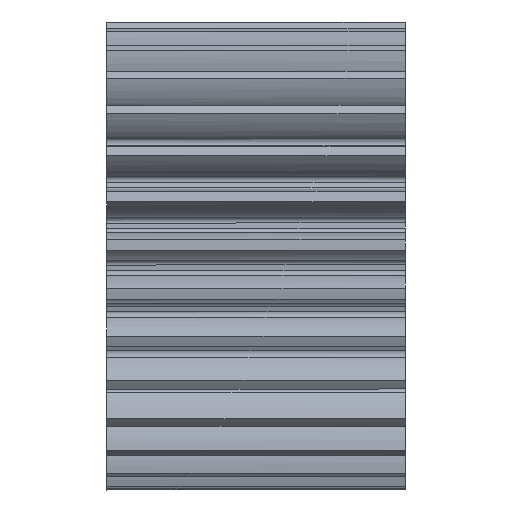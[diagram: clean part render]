
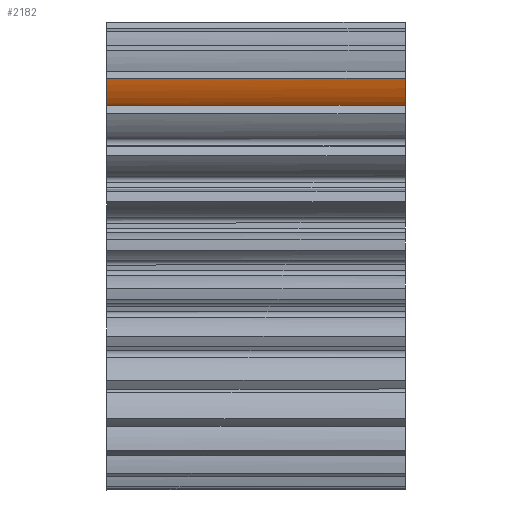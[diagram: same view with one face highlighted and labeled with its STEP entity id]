
A CAD part, front view. The second image highlights one B-rep face of the part: STEP entity #2182.
In plain terms, the highlighted free-form (B-spline) face has degree [3, 1] with [14, 2] control points.
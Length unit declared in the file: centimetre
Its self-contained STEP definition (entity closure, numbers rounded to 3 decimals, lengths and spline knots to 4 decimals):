
#144 = ORIENTED_EDGE ( 'NONE', *, *, #8589, .T. ) ;
#237 = VECTOR ( 'NONE', #9168, 100. ) ;
#266 = EDGE_CURVE ( 'NONE', #3658, #6372, #7683, .T. ) ;
#403 = CARTESIAN_POINT ( 'NONE',  ( 50.883, 88.6426, -5.4649 ) ) ;
#449 = CARTESIAN_POINT ( 'NONE',  ( 50.883, 88.603, -5.2492 ) ) ;
#477 = CARTESIAN_POINT ( 'NONE',  ( 50.883, 88.6041, -5.2316 ) ) ;
#576 = CARTESIAN_POINT ( 'NONE',  ( 53.7405, 88.6032, -5.2661 ) ) ;
#670 = CARTESIAN_POINT ( 'NONE',  ( 53.7405, 88.6071, -5.3155 ) ) ;
#941 = DIRECTION ( 'NONE',  ( -1., 0., 0. ) ) ;
#1145 = CARTESIAN_POINT ( 'NONE',  ( 50.883, 88.6195, -5.3836 ) ) ;
#1272 = CARTESIAN_POINT ( 'NONE',  ( 50.883, 88.603, -5.2492 ) ) ;
#1323 = CARTESIAN_POINT ( 'NONE',  ( 53.7405, 88.6049, -5.2262 ) ) ;
#1328 = VERTEX_POINT ( 'NONE', #3728 ) ;
#1592 = CARTESIAN_POINT ( 'NONE',  ( 53.7405, 88.6112, -5.3433 ) ) ;
#1648 = CARTESIAN_POINT ( 'NONE',  ( 53.7405, 88.621, -5.3902 ) ) ;
#1689 = LINE ( 'NONE', #5468, #4061 ) ;
#1795 = CARTESIAN_POINT ( 'NONE',  ( 50.883, 88.63, -5.4242 ) ) ;
#1891 = CARTESIAN_POINT ( 'NONE',  ( 50.883, 88.6049, -5.2262 ) ) ;
#2162 = CARTESIAN_POINT ( 'NONE',  ( 50.883, 88.63, -5.4242 ) ) ;
#2182 = ADVANCED_FACE ( 'NONE', ( #2529 ), #8914, .T. ) ;
#2211 = CARTESIAN_POINT ( 'NONE',  ( 50.883, 88.6051, -5.2247 ) ) ;
#2394 = CARTESIAN_POINT ( 'NONE',  ( 53.7405, 88.6034, -5.2722 ) ) ;
#2447 = CARTESIAN_POINT ( 'NONE',  ( 53.7405, 88.6573, -5.5043 ) ) ;
#2486 = B_SPLINE_CURVE_WITH_KNOTS ( 'NONE', 3,
 ( #5578, #5427, #6181, #2394, #8479, #3154, #1592, #1648, #9457, #4656, #2547, #2447 ),
 .UNSPECIFIED., .F., .F.,
 ( 4, 2, 2, 2, 2, 4 ),
 ( 0.0063, 0.0067, 0.007, 0.0077, 0.0084, 0.0091 ),
 .UNSPECIFIED. ) ;
#2529 = FACE_OUTER_BOUND ( 'NONE', #3301, .T. ) ;
#2547 = CARTESIAN_POINT ( 'NONE',  ( 53.7405, 88.6489, -5.4819 ) ) ;
#2601 = CARTESIAN_POINT ( 'NONE',  ( 50.883, 88.612, -5.3472 ) ) ;
#2749 = CARTESIAN_POINT ( 'NONE',  ( 50.883, 88.6032, -5.2661 ) ) ;
#2826 = CARTESIAN_POINT ( 'NONE',  ( 50.883, 88.6426, -5.4649 ) ) ;
#2872 = CARTESIAN_POINT ( 'NONE',  ( 53.7405, 88.6573, -5.5043 ) ) ;
#2923 = CARTESIAN_POINT ( 'NONE',  ( 53.7405, 88.6195, -5.3836 ) ) ;
#3154 = CARTESIAN_POINT ( 'NONE',  ( 53.7405, 88.6074, -5.3196 ) ) ;
#3301 = EDGE_LOOP ( 'NONE', ( #5032, #8893, #3668, #144 ) ) ;
#3629 = CARTESIAN_POINT ( 'NONE',  ( 50.883, 88.6071, -5.3155 ) ) ;
#3658 = VERTEX_POINT ( 'NONE', #4659 ) ;
#3668 = ORIENTED_EDGE ( 'NONE', *, *, #266, .T. ) ;
#3676 = CARTESIAN_POINT ( 'NONE',  ( 53.7405, 88.6041, -5.2316 ) ) ;
#3722 = CARTESIAN_POINT ( 'NONE',  ( 50.883, 88.6049, -5.2262 ) ) ;
#3728 = CARTESIAN_POINT ( 'NONE',  ( 53.7405, 88.6051, -5.2247 ) ) ;
#4061 = VECTOR ( 'NONE', #941, 100. ) ;
#4158 = CARTESIAN_POINT ( 'NONE',  ( 50.883, 88.6041, -5.2316 ) ) ;
#4335 = CARTESIAN_POINT ( 'NONE',  ( 50.883, 88.6038, -5.2358 ) ) ;
#4387 = CARTESIAN_POINT ( 'NONE',  ( 53.7405, 88.6051, -5.2247 ) ) ;
#4479 = CARTESIAN_POINT ( 'NONE',  ( 53.7405, 88.63, -5.4242 ) ) ;
#4527 = CARTESIAN_POINT ( 'NONE',  ( 50.883, 88.6573, -5.5043 ) ) ;
#4656 = CARTESIAN_POINT ( 'NONE',  ( 53.7405, 88.6408, -5.4593 ) ) ;
#4659 = CARTESIAN_POINT ( 'NONE',  ( 50.883, 88.6051, -5.2247 ) ) ;
#5032 = ORIENTED_EDGE ( 'NONE', *, *, #5892, .F. ) ;
#5246 = CARTESIAN_POINT ( 'NONE',  ( 53.7405, 88.612, -5.3472 ) ) ;
#5427 = CARTESIAN_POINT ( 'NONE',  ( 53.7405, 88.6032, -5.2366 ) ) ;
#5438 = VERTEX_POINT ( 'NONE', #5759 ) ;
#5468 = CARTESIAN_POINT ( 'NONE',  ( 54.058, 88.6051, -5.2247 ) ) ;
#5578 = CARTESIAN_POINT ( 'NONE',  ( 53.7405, 88.6051, -5.2247 ) ) ;
#5759 = CARTESIAN_POINT ( 'NONE',  ( 53.7405, 88.6573, -5.5043 ) ) ;
#5863 = CARTESIAN_POINT ( 'NONE',  ( 53.7405, 88.603, -5.2492 ) ) ;
#5881 = CARTESIAN_POINT ( 'NONE',  ( 50.883, 88.6043, -5.2885 ) ) ;
#5892 = EDGE_CURVE ( 'NONE', #1328, #5438, #2486, .T. ) ;
#6102 = LINE ( 'NONE', #4527, #237 ) ;
#6181 = CARTESIAN_POINT ( 'NONE',  ( 53.7405, 88.603, -5.2485 ) ) ;
#6372 = VERTEX_POINT ( 'NONE', #8500 ) ;
#6702 = CARTESIAN_POINT ( 'NONE',  ( 50.883, 88.6195, -5.3836 ) ) ;
#6752 = CARTESIAN_POINT ( 'NONE',  ( 50.883, 88.612, -5.3472 ) ) ;
#6806 = CARTESIAN_POINT ( 'NONE',  ( 53.7405, 88.6528, -5.4923 ) ) ;
#7290 = CARTESIAN_POINT ( 'NONE',  ( 50.883, 88.6051, -5.2247 ) ) ;
#7468 = CARTESIAN_POINT ( 'NONE',  ( 50.883, 88.6032, -5.2661 ) ) ;
#7561 = CARTESIAN_POINT ( 'NONE',  ( 53.7405, 88.6426, -5.4649 ) ) ;
#7683 = B_SPLINE_CURVE_WITH_KNOTS ( 'NONE', 3,
 ( #7290, #1891, #4158, #7986, #449, #2749, #5881, #9599, #2601, #1145, #1795, #403, #8746, #9559 ),
 .UNSPECIFIED., .F., .F.,
 ( 4, 1, 1, 1, 1, 1, 1, 1, 1, 1, 1, 4 ),
 ( 0.1034, 0.1194, 0.165, 0.2238, 0.2934, 0.3723, 0.4596, 0.5544, 0.6563, 0.7648, 0.8794, 0.9683 ),
 .UNSPECIFIED. ) ;
#7986 = CARTESIAN_POINT ( 'NONE',  ( 50.883, 88.6038, -5.2358 ) ) ;
#8479 = CARTESIAN_POINT ( 'NONE',  ( 53.7405, 88.6041, -5.2841 ) ) ;
#8500 = CARTESIAN_POINT ( 'NONE',  ( 50.883, 88.6573, -5.5043 ) ) ;
#8589 = EDGE_CURVE ( 'NONE', #6372, #5438, #6102, .T. ) ;
#8746 = CARTESIAN_POINT ( 'NONE',  ( 50.883, 88.6528, -5.4923 ) ) ;
#8893 = ORIENTED_EDGE ( 'NONE', *, *, #9358, .T. ) ;
#8914 = B_SPLINE_SURFACE_WITH_KNOTS ( 'NONE', 3, 1, ( 
 ( #2211, #4387 ),
 ( #3722, #1323 ),
 ( #477, #3676 ),
 ( #4335, #9068 ),
 ( #1272, #5863 ),
 ( #7468, #576 ),
 ( #9679, #9728 ),
 ( #3629, #670 ),
 ( #6752, #5246 ),
 ( #6702, #2923 ),
 ( #2162, #4479 ),
 ( #2826, #7561 ),
 ( #9874, #6806 ),
 ( #9773, #2872 ) ),
 .UNSPECIFIED., .F., .F., .F.,
 ( 4, 1, 1, 1, 1, 1, 1, 1, 1, 1, 1, 4 ),
 ( 2, 2 ),
 ( 0.1034, 0.1194, 0.165, 0.2238, 0.2934, 0.3723, 0.4596, 0.5544, 0.6563, 0.7648, 0.8794, 0.9683 ),
 ( 0., 1. ),
 .UNSPECIFIED. ) ;
#9068 = CARTESIAN_POINT ( 'NONE',  ( 53.7405, 88.6038, -5.2358 ) ) ;
#9168 = DIRECTION ( 'NONE',  ( 1., 0., 0. ) ) ;
#9358 = EDGE_CURVE ( 'NONE', #1328, #3658, #1689, .T. ) ;
#9457 = CARTESIAN_POINT ( 'NONE',  ( 53.7405, 88.6271, -5.4134 ) ) ;
#9559 = CARTESIAN_POINT ( 'NONE',  ( 50.883, 88.6573, -5.5043 ) ) ;
#9599 = CARTESIAN_POINT ( 'NONE',  ( 50.883, 88.6071, -5.3155 ) ) ;
#9679 = CARTESIAN_POINT ( 'NONE',  ( 50.883, 88.6043, -5.2885 ) ) ;
#9728 = CARTESIAN_POINT ( 'NONE',  ( 53.7405, 88.6043, -5.2885 ) ) ;
#9773 = CARTESIAN_POINT ( 'NONE',  ( 50.883, 88.6573, -5.5043 ) ) ;
#9874 = CARTESIAN_POINT ( 'NONE',  ( 50.883, 88.6528, -5.4923 ) ) ;
